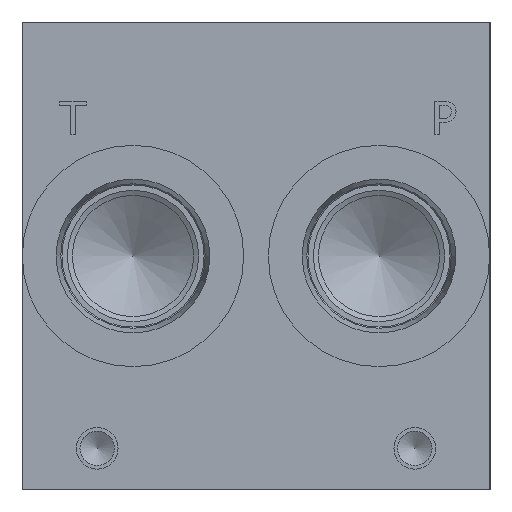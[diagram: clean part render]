
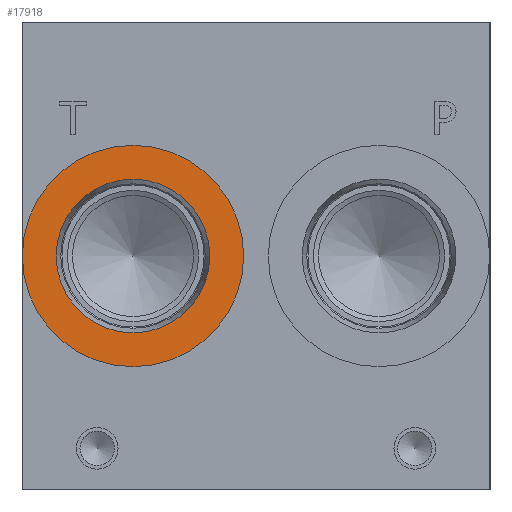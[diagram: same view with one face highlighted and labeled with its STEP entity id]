
A CAD part, left-side view. The second image highlights one B-rep face of the part: STEP entity #17918.
In plain terms, the highlighted planar face has unit normal (-1, 0, 0).
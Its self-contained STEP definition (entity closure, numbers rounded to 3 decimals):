
#786=CIRCLE('',#18951,21.019);
#787=CIRCLE('',#18952,21.019);
#788=CIRCLE('',#18954,14.592);
#789=CIRCLE('',#18955,14.592);
#1605=FACE_BOUND('',#3499,.T.);
#2442=FACE_OUTER_BOUND('',#3498,.T.);
#3498=EDGE_LOOP('',(#15179,#15180));
#3499=EDGE_LOOP('',(#15181,#15182));
#8217=VERTEX_POINT('',#30660);
#8218=VERTEX_POINT('',#30662);
#8219=VERTEX_POINT('',#30666);
#8220=VERTEX_POINT('',#30667);
#10631=EDGE_CURVE('',#8217,#8218,#786,.T.);
#10632=EDGE_CURVE('',#8218,#8217,#787,.T.);
#10633=EDGE_CURVE('',#8219,#8220,#788,.T.);
#10634=EDGE_CURVE('',#8220,#8219,#789,.T.);
#15179=ORIENTED_EDGE('',*,*,#10632,.F.);
#15180=ORIENTED_EDGE('',*,*,#10631,.F.);
#15181=ORIENTED_EDGE('',*,*,#10633,.T.);
#15182=ORIENTED_EDGE('',*,*,#10634,.T.);
#16517=PLANE('',#18953);
#17918=ADVANCED_FACE('',(#2442,#1605),#16517,.F.);
#18951=AXIS2_PLACEMENT_3D('',#30663,#22464,#22465);
#18952=AXIS2_PLACEMENT_3D('',#30664,#22466,#22467);
#18953=AXIS2_PLACEMENT_3D('',#30665,#22468,#22469);
#18954=AXIS2_PLACEMENT_3D('',#30668,#22470,#22471);
#18955=AXIS2_PLACEMENT_3D('',#30669,#22472,#22473);
#22464=DIRECTION('center_axis',(1.,0.,0.));
#22465=DIRECTION('ref_axis',(0.,0.,-1.));
#22466=DIRECTION('center_axis',(1.,0.,0.));
#22467=DIRECTION('ref_axis',(0.,0.,-1.));
#22468=DIRECTION('center_axis',(1.,0.,0.));
#22469=DIRECTION('ref_axis',(0.,0.,-1.));
#22470=DIRECTION('center_axis',(1.,0.,0.));
#22471=DIRECTION('ref_axis',(0.,0.,-1.));
#22472=DIRECTION('center_axis',(1.,0.,0.));
#22473=DIRECTION('ref_axis',(0.,0.,-1.));
#30660=CARTESIAN_POINT('',(0.787,67.818,23.432));
#30662=CARTESIAN_POINT('',(0.787,67.818,65.469));
#30663=CARTESIAN_POINT('Origin',(0.787,67.818,44.45));
#30664=CARTESIAN_POINT('Origin',(0.787,67.818,44.45));
#30665=CARTESIAN_POINT('Origin',(0.787,67.818,59.042));
#30666=CARTESIAN_POINT('',(0.787,67.818,59.042));
#30667=CARTESIAN_POINT('',(0.787,67.818,29.858));
#30668=CARTESIAN_POINT('Origin',(0.787,67.818,44.45));
#30669=CARTESIAN_POINT('Origin',(0.787,67.818,44.45));
